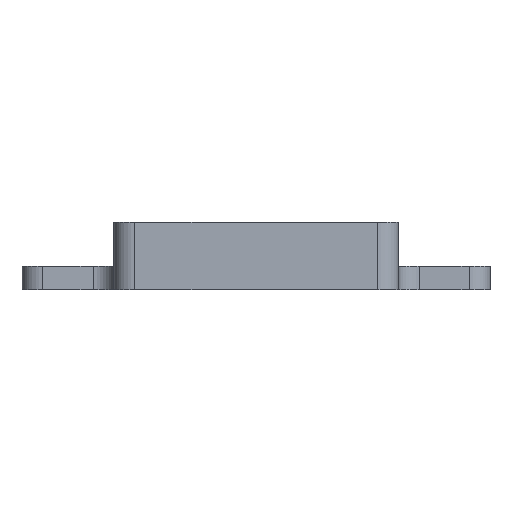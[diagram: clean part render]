
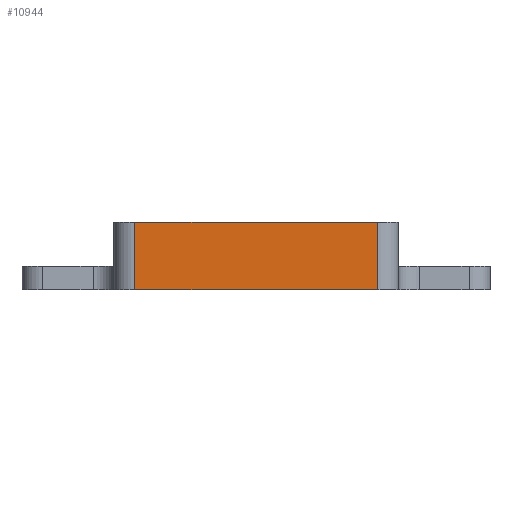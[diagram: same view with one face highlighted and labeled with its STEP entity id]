
A CAD part, front view. The second image highlights one B-rep face of the part: STEP entity #10944.
In plain terms, the highlighted planar face has unit normal (0, -1, 0).
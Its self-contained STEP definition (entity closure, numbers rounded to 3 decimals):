
#1350=PLANE('',#11178);
#1930=FACE_OUTER_BOUND('',#2547,.T.);
#2547=EDGE_LOOP('',(#10114,#10115,#10116,#10117));
#2655=LINE('',#12629,#3482);
#3375=LINE('',#22548,#4202);
#3379=LINE('',#22559,#4206);
#3380=LINE('',#22561,#4207);
#3482=VECTOR('',#11345,10.);
#4202=VECTOR('',#12291,10.);
#4206=VECTOR('',#12305,10.);
#4207=VECTOR('',#12308,10.);
#4351=VERTEX_POINT('',#12626);
#4352=VERTEX_POINT('',#12628);
#5417=VERTEX_POINT('',#22545);
#5418=VERTEX_POINT('',#22547);
#5471=EDGE_CURVE('',#4352,#4351,#2655,.T.);
#7011=EDGE_CURVE('',#5417,#5418,#3375,.T.);
#7017=EDGE_CURVE('',#4352,#5417,#3379,.T.);
#7018=EDGE_CURVE('',#5418,#4351,#3380,.T.);
#10114=ORIENTED_EDGE('',*,*,#7017,.F.);
#10115=ORIENTED_EDGE('',*,*,#5471,.T.);
#10116=ORIENTED_EDGE('',*,*,#7018,.F.);
#10117=ORIENTED_EDGE('',*,*,#7011,.F.);
#10944=ADVANCED_FACE('',(#1930),#1350,.T.);
#11178=AXIS2_PLACEMENT_3D('',#22560,#12306,#12307);
#11345=DIRECTION('',(1.,0.,0.));
#12291=DIRECTION('',(1.,0.,0.));
#12305=DIRECTION('',(0.,0.,1.));
#12306=DIRECTION('center_axis',(0.,-1.,0.));
#12307=DIRECTION('ref_axis',(1.,0.,0.));
#12308=DIRECTION('',(0.,0.,-1.));
#12626=CARTESIAN_POINT('',(14.525,-72.81,0.));
#12628=CARTESIAN_POINT('',(-14.525,-72.81,0.));
#12629=CARTESIAN_POINT('',(-17.025,-72.81,0.));
#22545=CARTESIAN_POINT('',(-14.525,-72.81,8.1));
#22547=CARTESIAN_POINT('',(14.525,-72.81,8.1));
#22548=CARTESIAN_POINT('',(-17.025,-72.81,8.1));
#22559=CARTESIAN_POINT('',(-14.525,-72.81,0.));
#22560=CARTESIAN_POINT('Origin',(-17.025,-72.81,0.));
#22561=CARTESIAN_POINT('',(14.525,-72.81,0.));
